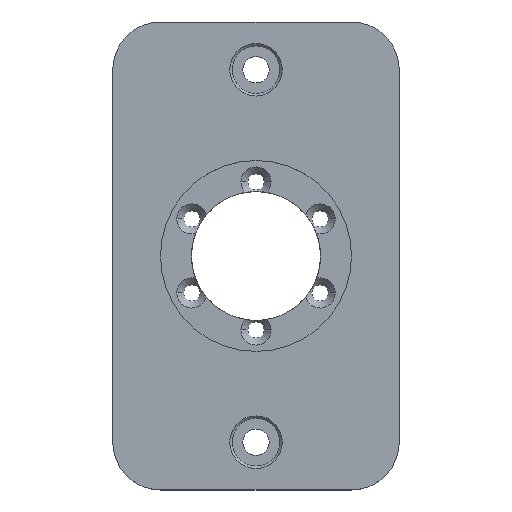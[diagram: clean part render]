
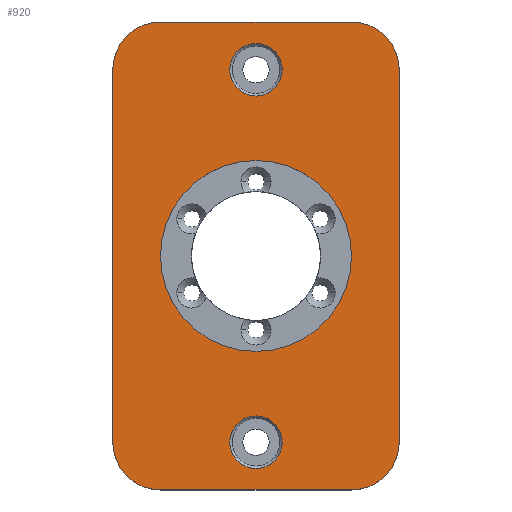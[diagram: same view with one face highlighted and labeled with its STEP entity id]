
A CAD part, top view. The second image highlights one B-rep face of the part: STEP entity #920.
In plain terms, the highlighted planar face has unit normal (0, 0, 1).
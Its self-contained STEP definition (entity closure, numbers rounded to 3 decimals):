
#18 = ORIENTED_EDGE ( 'NONE', *, *, #536, .T. ) ;
#48 = CARTESIAN_POINT ( 'NONE',  ( 90., -49., 10. ) ) ;
#52 = EDGE_CURVE ( 'NONE', #1306, #1114, #105, .T. ) ;
#68 = DIRECTION ( 'NONE',  ( -1., 0., 0. ) ) ;
#80 = CIRCLE ( 'NONE', #1239, 20. ) ;
#82 = CIRCLE ( 'NONE', #1500, 10. ) ;
#105 = CIRCLE ( 'NONE', #141, 10. ) ;
#112 = CARTESIAN_POINT ( 'NONE',  ( 130., 49., 10. ) ) ;
#120 = VERTEX_POINT ( 'NONE', #156 ) ;
#137 = VERTEX_POINT ( 'NONE', #112 ) ;
#141 = AXIS2_PLACEMENT_3D ( 'NONE', #1221, #146, #1188 ) ;
#146 = DIRECTION ( 'NONE',  ( 0., 0., 1. ) ) ;
#153 = CARTESIAN_POINT ( 'NONE',  ( 110., -39., 10. ) ) ;
#156 = CARTESIAN_POINT ( 'NONE',  ( 90., 0., 10. ) ) ;
#182 = EDGE_CURVE ( 'NONE', #137, #669, #1107, .T. ) ;
#189 = FACE_BOUND ( 'NONE', #1568, .T. ) ;
#191 = VERTEX_POINT ( 'NONE', #331 ) ;
#208 = AXIS2_PLACEMENT_3D ( 'NONE', #792, #1884, #1737 ) ;
#220 = DIRECTION ( 'NONE',  ( 0., 0., -1. ) ) ;
#228 = DIRECTION ( 'NONE',  ( 1., 0., 0. ) ) ;
#230 = EDGE_LOOP ( 'NONE', ( #1739, #1656 ) ) ;
#256 = VERTEX_POINT ( 'NONE', #48 ) ;
#296 = CARTESIAN_POINT ( 'NONE',  ( 115.5, 39., 10. ) ) ;
#301 = ORIENTED_EDGE ( 'NONE', *, *, #1417, .T. ) ;
#315 = VERTEX_POINT ( 'NONE', #1757 ) ;
#327 = VECTOR ( 'NONE', #1401, 1000. ) ;
#330 = EDGE_CURVE ( 'NONE', #191, #256, #1254, .T. ) ;
#331 = CARTESIAN_POINT ( 'NONE',  ( 80., -39., 10. ) ) ;
#341 = DIRECTION ( 'NONE',  ( -1., 0., 0. ) ) ;
#351 = CARTESIAN_POINT ( 'NONE',  ( 110., 0., 10. ) ) ;
#354 = EDGE_CURVE ( 'NONE', #876, #1352, #496, .T. ) ;
#418 = AXIS2_PLACEMENT_3D ( 'NONE', #822, #478, #1439 ) ;
#466 = VERTEX_POINT ( 'NONE', #750 ) ;
#476 = VECTOR ( 'NONE', #1711, 1000. ) ;
#478 = DIRECTION ( 'NONE',  ( 0., 0., 1. ) ) ;
#480 = CARTESIAN_POINT ( 'NONE',  ( 110., 39., 10. ) ) ;
#496 = CIRCLE ( 'NONE', #1982, 5.5 ) ;
#523 = EDGE_CURVE ( 'NONE', #315, #1470, #1279, .T. ) ;
#534 = DIRECTION ( 'NONE',  ( 0., 1., 0. ) ) ;
#536 = EDGE_CURVE ( 'NONE', #669, #466, #1540, .T. ) ;
#541 = CARTESIAN_POINT ( 'NONE',  ( 110., -39., 10. ) ) ;
#588 = CARTESIAN_POINT ( 'NONE',  ( 130., -49., 10. ) ) ;
#612 = EDGE_CURVE ( 'NONE', #1114, #1949, #992, .T. ) ;
#637 = LINE ( 'NONE', #1870, #476 ) ;
#650 = CARTESIAN_POINT ( 'NONE',  ( 80., 49., 10. ) ) ;
#654 = DIRECTION ( 'NONE',  ( 0., 0., 1. ) ) ;
#669 = VERTEX_POINT ( 'NONE', #1497 ) ;
#685 = DIRECTION ( 'NONE',  ( -1., 0., 0. ) ) ;
#690 = CARTESIAN_POINT ( 'NONE',  ( 110., 39., 10. ) ) ;
#699 = ORIENTED_EDGE ( 'NONE', *, *, #354, .T. ) ;
#750 = CARTESIAN_POINT ( 'NONE',  ( 80., 39., 10. ) ) ;
#766 = ORIENTED_EDGE ( 'NONE', *, *, #52, .T. ) ;
#777 = CARTESIAN_POINT ( 'NONE',  ( 80., -49., 10. ) ) ;
#788 = CIRCLE ( 'NONE', #1207, 5.5 ) ;
#792 = CARTESIAN_POINT ( 'NONE',  ( 0., 0., 10. ) ) ;
#803 = ORIENTED_EDGE ( 'NONE', *, *, #612, .T. ) ;
#817 = CARTESIAN_POINT ( 'NONE',  ( 130., 0., 10. ) ) ;
#819 = PLANE ( 'NONE',  #208 ) ;
#822 = CARTESIAN_POINT ( 'NONE',  ( 90., 39., 10. ) ) ;
#829 = EDGE_CURVE ( 'NONE', #466, #191, #1860, .T. ) ;
#843 = ORIENTED_EDGE ( 'NONE', *, *, #1759, .T. ) ;
#868 = DIRECTION ( 'NONE',  ( -1., 0., 0. ) ) ;
#876 = VERTEX_POINT ( 'NONE', #296 ) ;
#888 = ORIENTED_EDGE ( 'NONE', *, *, #1880, .T. ) ;
#914 = ORIENTED_EDGE ( 'NONE', *, *, #829, .T. ) ;
#920 = ADVANCED_FACE ( 'NONE', ( #189, #1445, #1746, #1121 ), #819, .F. ) ;
#959 = CARTESIAN_POINT ( 'NONE',  ( 130., 39., 10. ) ) ;
#981 = DIRECTION ( 'NONE',  ( 1., 0., 0. ) ) ;
#986 = CARTESIAN_POINT ( 'NONE',  ( 90., -39., 10. ) ) ;
#992 = LINE ( 'NONE', #1704, #1801 ) ;
#1030 = EDGE_CURVE ( 'NONE', #120, #1458, #1817, .T. ) ;
#1064 = ORIENTED_EDGE ( 'NONE', *, *, #182, .T. ) ;
#1065 = EDGE_CURVE ( 'NONE', #1470, #315, #1286, .T. ) ;
#1090 = CARTESIAN_POINT ( 'NONE',  ( 104.5, 39., 10. ) ) ;
#1107 = LINE ( 'NONE', #650, #327 ) ;
#1114 = VERTEX_POINT ( 'NONE', #1176 ) ;
#1121 = FACE_OUTER_BOUND ( 'NONE', #1862, .T. ) ;
#1138 = VECTOR ( 'NONE', #1376, 1000. ) ;
#1145 = ORIENTED_EDGE ( 'NONE', *, *, #330, .T. ) ;
#1155 = AXIS2_PLACEMENT_3D ( 'NONE', #986, #1481, #868 ) ;
#1176 = CARTESIAN_POINT ( 'NONE',  ( 140., -39., 10. ) ) ;
#1185 = AXIS2_PLACEMENT_3D ( 'NONE', #541, #1644, #1335 ) ;
#1188 = DIRECTION ( 'NONE',  ( -1., 0., 0. ) ) ;
#1207 = AXIS2_PLACEMENT_3D ( 'NONE', #480, #220, #341 ) ;
#1218 = ORIENTED_EDGE ( 'NONE', *, *, #1030, .F. ) ;
#1221 = CARTESIAN_POINT ( 'NONE',  ( 130., -39., 10. ) ) ;
#1239 = AXIS2_PLACEMENT_3D ( 'NONE', #1290, #1601, #228 ) ;
#1254 = CIRCLE ( 'NONE', #1155, 10. ) ;
#1279 = CIRCLE ( 'NONE', #1929, 5.5 ) ;
#1286 = CIRCLE ( 'NONE', #1185, 5.5 ) ;
#1290 = CARTESIAN_POINT ( 'NONE',  ( 110., 0., 10. ) ) ;
#1306 = VERTEX_POINT ( 'NONE', #588 ) ;
#1335 = DIRECTION ( 'NONE',  ( -1., 0., 0. ) ) ;
#1352 = VERTEX_POINT ( 'NONE', #1090 ) ;
#1376 = DIRECTION ( 'NONE',  ( 0., -1., 0. ) ) ;
#1379 = DIRECTION ( 'NONE',  ( 0., 0., -1. ) ) ;
#1401 = DIRECTION ( 'NONE',  ( -1., 0., 0. ) ) ;
#1417 = EDGE_CURVE ( 'NONE', #1352, #876, #788, .T. ) ;
#1439 = DIRECTION ( 'NONE',  ( -1., 0., 0. ) ) ;
#1442 = CARTESIAN_POINT ( 'NONE',  ( 115.5, -39., 10. ) ) ;
#1445 = FACE_BOUND ( 'NONE', #230, .T. ) ;
#1450 = DIRECTION ( 'NONE',  ( 0., 0., -1. ) ) ;
#1458 = VERTEX_POINT ( 'NONE', #817 ) ;
#1470 = VERTEX_POINT ( 'NONE', #1442 ) ;
#1479 = EDGE_CURVE ( 'NONE', #1458, #120, #80, .T. ) ;
#1481 = DIRECTION ( 'NONE',  ( 0., 0., 1. ) ) ;
#1497 = CARTESIAN_POINT ( 'NONE',  ( 90., 49., 10. ) ) ;
#1500 = AXIS2_PLACEMENT_3D ( 'NONE', #959, #654, #1729 ) ;
#1505 = CARTESIAN_POINT ( 'NONE',  ( 140., 39., 10. ) ) ;
#1540 = CIRCLE ( 'NONE', #418, 10. ) ;
#1555 = AXIS2_PLACEMENT_3D ( 'NONE', #351, #1904, #981 ) ;
#1568 = EDGE_LOOP ( 'NONE', ( #1586, #1218 ) ) ;
#1586 = ORIENTED_EDGE ( 'NONE', *, *, #1479, .F. ) ;
#1601 = DIRECTION ( 'NONE',  ( 0., 0., 1. ) ) ;
#1644 = DIRECTION ( 'NONE',  ( 0., 0., -1. ) ) ;
#1656 = ORIENTED_EDGE ( 'NONE', *, *, #523, .T. ) ;
#1662 = EDGE_LOOP ( 'NONE', ( #699, #301 ) ) ;
#1704 = CARTESIAN_POINT ( 'NONE',  ( 140., -49., 10. ) ) ;
#1711 = DIRECTION ( 'NONE',  ( 1., 0., 0. ) ) ;
#1729 = DIRECTION ( 'NONE',  ( -1., 0., 0. ) ) ;
#1737 = DIRECTION ( 'NONE',  ( -1., 0., 0. ) ) ;
#1739 = ORIENTED_EDGE ( 'NONE', *, *, #1065, .T. ) ;
#1746 = FACE_BOUND ( 'NONE', #1662, .T. ) ;
#1757 = CARTESIAN_POINT ( 'NONE',  ( 104.5, -39., 10. ) ) ;
#1759 = EDGE_CURVE ( 'NONE', #256, #1306, #637, .T. ) ;
#1801 = VECTOR ( 'NONE', #534, 1000. ) ;
#1817 = CIRCLE ( 'NONE', #1555, 20. ) ;
#1860 = LINE ( 'NONE', #777, #1138 ) ;
#1862 = EDGE_LOOP ( 'NONE', ( #1064, #18, #914, #1145, #843, #766, #803, #888 ) ) ;
#1870 = CARTESIAN_POINT ( 'NONE',  ( 80., -49., 10. ) ) ;
#1880 = EDGE_CURVE ( 'NONE', #1949, #137, #82, .T. ) ;
#1884 = DIRECTION ( 'NONE',  ( 0., 0., -1. ) ) ;
#1904 = DIRECTION ( 'NONE',  ( 0., 0., 1. ) ) ;
#1929 = AXIS2_PLACEMENT_3D ( 'NONE', #153, #1379, #685 ) ;
#1949 = VERTEX_POINT ( 'NONE', #1505 ) ;
#1982 = AXIS2_PLACEMENT_3D ( 'NONE', #690, #1450, #68 ) ;
